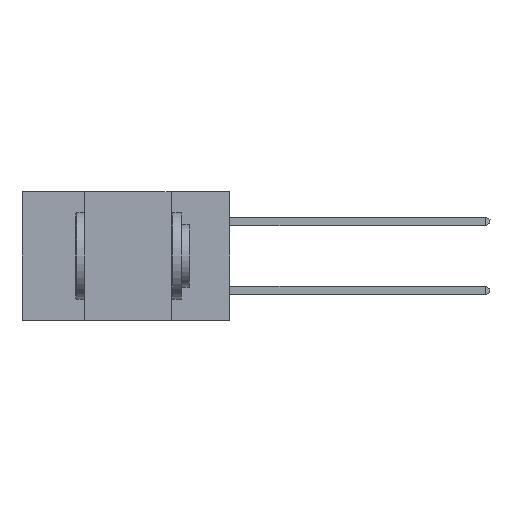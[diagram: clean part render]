
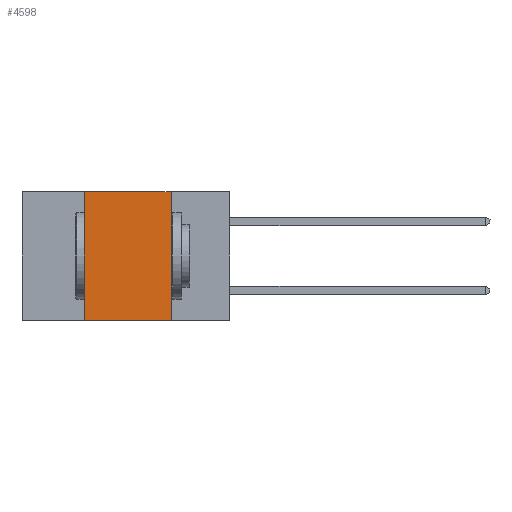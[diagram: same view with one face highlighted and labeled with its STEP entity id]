
A CAD part, left-side view. The second image highlights one B-rep face of the part: STEP entity #4598.
In plain terms, the highlighted planar face has unit normal (-1, 0, 0).
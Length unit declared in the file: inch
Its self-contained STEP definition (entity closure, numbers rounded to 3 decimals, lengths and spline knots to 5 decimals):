
#284 = CARTESIAN_POINT ( 'NONE',  ( 0., 0.42, -0.37 ) ) ;
#286 = ORIENTED_EDGE ( 'NONE', *, *, #4050, .F. ) ;
#520 = LINE ( 'NONE', #4668, #2043 ) ;
#610 = CARTESIAN_POINT ( 'NONE',  ( 0., 0.6, -0.37 ) ) ;
#635 = ORIENTED_EDGE ( 'NONE', *, *, #5177, .F. ) ;
#1096 = PLANE ( 'NONE',  #5564 ) ;
#1242 = DIRECTION ( 'NONE',  ( 1., 0., 0. ) ) ;
#1259 = CARTESIAN_POINT ( 'NONE',  ( 0., 0.6, 0. ) ) ;
#1409 = LINE ( 'NONE', #610, #5477 ) ;
#1467 = VERTEX_POINT ( 'NONE', #6032 ) ;
#2007 = EDGE_CURVE ( 'NONE', #2141, #1467, #1409, .T. ) ;
#2043 = VECTOR ( 'NONE', #7520, 39.37008 ) ;
#2141 = VERTEX_POINT ( 'NONE', #5029 ) ;
#2336 = VERTEX_POINT ( 'NONE', #2564 ) ;
#2564 = CARTESIAN_POINT ( 'NONE',  ( 0., 0.42, 0. ) ) ;
#3664 = ORIENTED_EDGE ( 'NONE', *, *, #2007, .T. ) ;
#4050 = EDGE_CURVE ( 'NONE', #2141, #2336, #5201, .T. ) ;
#4085 = VECTOR ( 'NONE', #8265, 39.37008 ) ;
#4598 = ADVANCED_FACE ( 'NONE', ( #8884 ), #1096, .F. ) ;
#4622 = EDGE_LOOP ( 'NONE', ( #8112, #635, #286, #3664 ) ) ;
#4668 = CARTESIAN_POINT ( 'NONE',  ( 0., 0.17, -0.37 ) ) ;
#4962 = CARTESIAN_POINT ( 'NONE',  ( 0., 0.17, 0. ) ) ;
#5029 = CARTESIAN_POINT ( 'NONE',  ( 0., 0.42, -0.37 ) ) ;
#5177 = EDGE_CURVE ( 'NONE', #2336, #5306, #6269, .T. ) ;
#5201 = LINE ( 'NONE', #284, #6254 ) ;
#5306 = VERTEX_POINT ( 'NONE', #4962 ) ;
#5477 = VECTOR ( 'NONE', #7607, 39.37008 ) ;
#5564 = AXIS2_PLACEMENT_3D ( 'NONE', #5975, #1242, #8236 ) ;
#5975 = CARTESIAN_POINT ( 'NONE',  ( 0., 0.6, 0. ) ) ;
#6032 = CARTESIAN_POINT ( 'NONE',  ( 0., 0.17, -0.37 ) ) ;
#6052 = DIRECTION ( 'NONE',  ( 0., 0., 1. ) ) ;
#6254 = VECTOR ( 'NONE', #6052, 39.37008 ) ;
#6269 = LINE ( 'NONE', #1259, #4085 ) ;
#7520 = DIRECTION ( 'NONE',  ( 0., 0., -1. ) ) ;
#7607 = DIRECTION ( 'NONE',  ( 0., -1., 0. ) ) ;
#7947 = EDGE_CURVE ( 'NONE', #5306, #1467, #520, .T. ) ;
#8112 = ORIENTED_EDGE ( 'NONE', *, *, #7947, .F. ) ;
#8236 = DIRECTION ( 'NONE',  ( 0., 0., -1. ) ) ;
#8265 = DIRECTION ( 'NONE',  ( 0., -1., 0. ) ) ;
#8884 = FACE_OUTER_BOUND ( 'NONE', #4622, .T. ) ;
